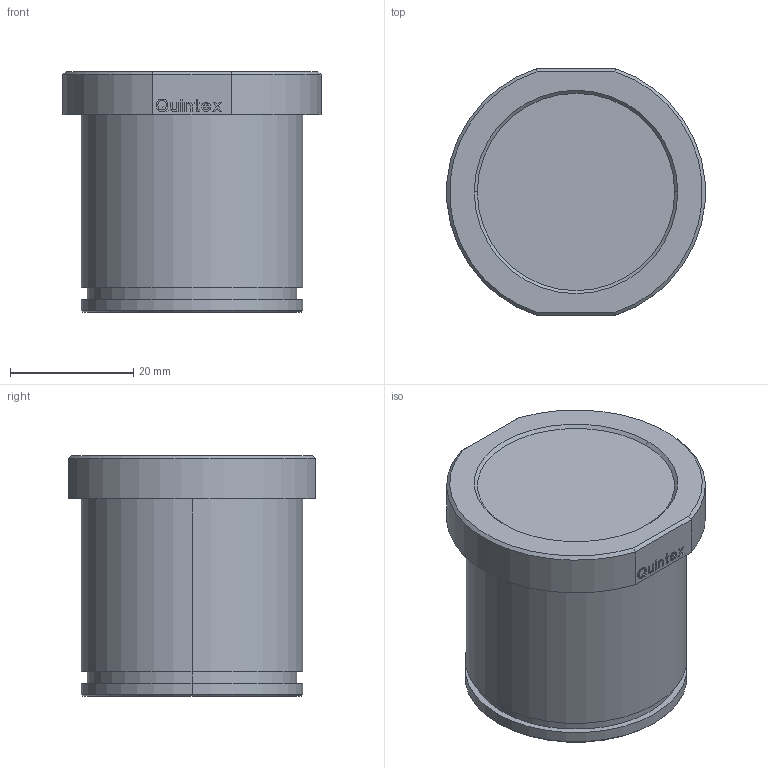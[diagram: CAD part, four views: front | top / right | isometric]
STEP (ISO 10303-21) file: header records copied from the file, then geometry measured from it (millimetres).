
FILE_DESCRIPTION(('Creo Elements/Direct Modeling STEP Export'),'2;1');
FILE_NAME('2004_Steckhülse_36x25.stp','2017-07-25T12:51:27',(''),(''),'Creo Elements/Direct Modeling STEP processor for AP214 (Solid Model)','Creo Elements/Direct Modeling 18.1E 22-Nov-2013 (C) Parametric Technology GmbH','');
FILE_SCHEMA(('AUTOMOTIVE_DESIGN { 1 0 10303 214 1 1 1 1 }'));
Length unit declared in the file: millimetre
Products named in the file (1): T1
Bounding box: 41.85 x 40 x 39 mm (x, y, z)
Volume: 41198.7 mm3; surface area: 7572.5 mm2
Topology: 1 solids, 1 shells, 457 faces, 1284 edges, 854 vertices
Faces by surface type: plane 441, cone 8, cylinder 8
Entity records: 14409 total; most frequent: CARTESIAN_POINT 2625, ORIENTED_EDGE 2568, DIRECTION 2186, EDGE_CURVE 1284, VECTOR 1252, LINE 1252, VERTEX_POINT 854, EDGE_LOOP 482
